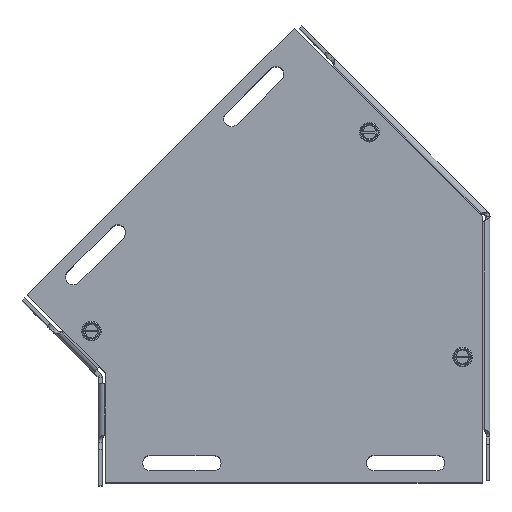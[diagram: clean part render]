
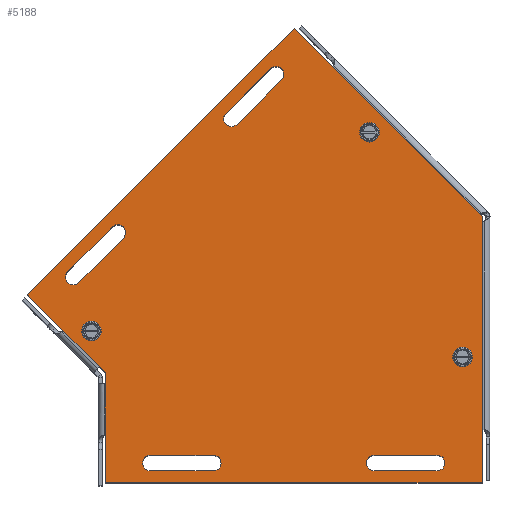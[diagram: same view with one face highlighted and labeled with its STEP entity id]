
A CAD part, top view. The second image highlights one B-rep face of the part: STEP entity #5188.
In plain terms, the highlighted planar face has unit normal (0, 0, 1).
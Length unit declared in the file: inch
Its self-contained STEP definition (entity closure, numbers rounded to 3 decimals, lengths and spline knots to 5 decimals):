
#176=FACE_BOUND('',#756,.T.);
#177=FACE_BOUND('',#757,.T.);
#178=FACE_BOUND('',#758,.T.);
#179=FACE_BOUND('',#759,.T.);
#180=FACE_BOUND('',#760,.T.);
#181=FACE_BOUND('',#761,.T.);
#182=FACE_BOUND('',#762,.T.);
#183=FACE_BOUND('',#763,.T.);
#277=PLANE('',#5519);
#756=EDGE_LOOP('',(#3539,#3540,#3541,#3542));
#757=EDGE_LOOP('',(#3543,#3544,#3545,#3546));
#758=EDGE_LOOP('',(#3547,#3548,#3549,#3550));
#759=EDGE_LOOP('',(#3551,#3552,#3553,#3554));
#760=EDGE_LOOP('',(#3555));
#761=EDGE_LOOP('',(#3556));
#762=EDGE_LOOP('',(#3557));
#763=EDGE_LOOP('',(#3558,#3559,#3560,#3561,#3562,#3563));
#1108=LINE('',#7431,#1578);
#1112=LINE('',#7442,#1582);
#1116=LINE('',#7455,#1586);
#1120=LINE('',#7466,#1590);
#1124=LINE('',#7479,#1594);
#1128=LINE('',#7490,#1598);
#1132=LINE('',#7503,#1602);
#1136=LINE('',#7514,#1606);
#1138=LINE('',#7534,#1608);
#1142=LINE('',#7542,#1612);
#1145=LINE('',#7548,#1615);
#1148=LINE('',#7554,#1618);
#1151=LINE('',#7560,#1621);
#1154=LINE('',#7565,#1624);
#1578=VECTOR('',#5975,1.);
#1582=VECTOR('',#5987,1.);
#1586=VECTOR('',#5999,1.);
#1590=VECTOR('',#6011,1.);
#1594=VECTOR('',#6023,1.);
#1598=VECTOR('',#6035,1.);
#1602=VECTOR('',#6047,1.);
#1606=VECTOR('',#6059,1.);
#1608=VECTOR('',#6081,1.75);
#1612=VECTOR('',#6087,1.75);
#1615=VECTOR('',#6092,6.);
#1618=VECTOR('',#6097,4.23528);
#1621=VECTOR('',#6102,4.23528);
#1624=VECTOR('',#6107,6.);
#2046=CIRCLE('',#5472,0.125);
#2048=CIRCLE('',#5476,0.125);
#2050=CIRCLE('',#5480,0.125);
#2052=CIRCLE('',#5484,0.125);
#2054=CIRCLE('',#5488,0.125);
#2056=CIRCLE('',#5492,0.125);
#2058=CIRCLE('',#5496,0.125);
#2060=CIRCLE('',#5500,0.125);
#2062=CIRCLE('',#5504,0.125);
#2064=CIRCLE('',#5507,0.125);
#2066=CIRCLE('',#5510,0.125);
#2236=VERTEX_POINT('',#7421);
#2237=VERTEX_POINT('',#7422);
#2240=VERTEX_POINT('',#7430);
#2242=VERTEX_POINT('',#7436);
#2244=VERTEX_POINT('',#7445);
#2245=VERTEX_POINT('',#7446);
#2248=VERTEX_POINT('',#7454);
#2250=VERTEX_POINT('',#7460);
#2252=VERTEX_POINT('',#7469);
#2253=VERTEX_POINT('',#7470);
#2256=VERTEX_POINT('',#7478);
#2258=VERTEX_POINT('',#7484);
#2260=VERTEX_POINT('',#7493);
#2261=VERTEX_POINT('',#7494);
#2264=VERTEX_POINT('',#7502);
#2266=VERTEX_POINT('',#7508);
#2268=VERTEX_POINT('',#7517);
#2270=VERTEX_POINT('',#7522);
#2272=VERTEX_POINT('',#7527);
#2274=VERTEX_POINT('',#7532);
#2275=VERTEX_POINT('',#7533);
#2278=VERTEX_POINT('',#7541);
#2280=VERTEX_POINT('',#7547);
#2282=VERTEX_POINT('',#7553);
#2284=VERTEX_POINT('',#7559);
#2704=EDGE_CURVE('',#2236,#2237,#2046,.T.);
#2708=EDGE_CURVE('',#2240,#2236,#1108,.T.);
#2711=EDGE_CURVE('',#2242,#2240,#2048,.T.);
#2714=EDGE_CURVE('',#2237,#2242,#1112,.T.);
#2716=EDGE_CURVE('',#2244,#2245,#2050,.T.);
#2720=EDGE_CURVE('',#2248,#2244,#1116,.T.);
#2723=EDGE_CURVE('',#2250,#2248,#2052,.T.);
#2726=EDGE_CURVE('',#2245,#2250,#1120,.T.);
#2728=EDGE_CURVE('',#2252,#2253,#2054,.T.);
#2732=EDGE_CURVE('',#2256,#2252,#1124,.T.);
#2735=EDGE_CURVE('',#2258,#2256,#2056,.T.);
#2738=EDGE_CURVE('',#2253,#2258,#1128,.T.);
#2740=EDGE_CURVE('',#2260,#2261,#2058,.T.);
#2744=EDGE_CURVE('',#2264,#2260,#1132,.T.);
#2747=EDGE_CURVE('',#2266,#2264,#2060,.T.);
#2750=EDGE_CURVE('',#2261,#2266,#1136,.T.);
#2752=EDGE_CURVE('',#2268,#2268,#2062,.T.);
#2754=EDGE_CURVE('',#2270,#2270,#2064,.T.);
#2756=EDGE_CURVE('',#2272,#2272,#2066,.T.);
#2758=EDGE_CURVE('',#2274,#2275,#1138,.T.);
#2762=EDGE_CURVE('',#2275,#2278,#1142,.T.);
#2765=EDGE_CURVE('',#2278,#2280,#1145,.T.);
#2768=EDGE_CURVE('',#2280,#2282,#1148,.T.);
#2771=EDGE_CURVE('',#2282,#2284,#1151,.T.);
#2774=EDGE_CURVE('',#2284,#2274,#1154,.T.);
#3539=ORIENTED_EDGE('',*,*,#2704,.T.);
#3540=ORIENTED_EDGE('',*,*,#2714,.T.);
#3541=ORIENTED_EDGE('',*,*,#2711,.T.);
#3542=ORIENTED_EDGE('',*,*,#2708,.T.);
#3543=ORIENTED_EDGE('',*,*,#2716,.T.);
#3544=ORIENTED_EDGE('',*,*,#2726,.T.);
#3545=ORIENTED_EDGE('',*,*,#2723,.T.);
#3546=ORIENTED_EDGE('',*,*,#2720,.T.);
#3547=ORIENTED_EDGE('',*,*,#2728,.T.);
#3548=ORIENTED_EDGE('',*,*,#2738,.T.);
#3549=ORIENTED_EDGE('',*,*,#2735,.T.);
#3550=ORIENTED_EDGE('',*,*,#2732,.T.);
#3551=ORIENTED_EDGE('',*,*,#2740,.T.);
#3552=ORIENTED_EDGE('',*,*,#2750,.T.);
#3553=ORIENTED_EDGE('',*,*,#2747,.T.);
#3554=ORIENTED_EDGE('',*,*,#2744,.T.);
#3555=ORIENTED_EDGE('',*,*,#2752,.T.);
#3556=ORIENTED_EDGE('',*,*,#2754,.T.);
#3557=ORIENTED_EDGE('',*,*,#2756,.T.);
#3558=ORIENTED_EDGE('',*,*,#2758,.F.);
#3559=ORIENTED_EDGE('',*,*,#2774,.F.);
#3560=ORIENTED_EDGE('',*,*,#2771,.F.);
#3561=ORIENTED_EDGE('',*,*,#2768,.F.);
#3562=ORIENTED_EDGE('',*,*,#2765,.F.);
#3563=ORIENTED_EDGE('',*,*,#2762,.F.);
#5188=ADVANCED_FACE('',(#176,#177,#178,#179,#180,#181,#182,#183),#277,.T.);
#5472=AXIS2_PLACEMENT_3D('',#7423,#5967,#5968);
#5476=AXIS2_PLACEMENT_3D('',#7437,#5980,#5981);
#5480=AXIS2_PLACEMENT_3D('',#7447,#5991,#5992);
#5484=AXIS2_PLACEMENT_3D('',#7461,#6004,#6005);
#5488=AXIS2_PLACEMENT_3D('',#7471,#6015,#6016);
#5492=AXIS2_PLACEMENT_3D('',#7485,#6028,#6029);
#5496=AXIS2_PLACEMENT_3D('',#7495,#6039,#6040);
#5500=AXIS2_PLACEMENT_3D('',#7509,#6052,#6053);
#5504=AXIS2_PLACEMENT_3D('',#7518,#6063,#6064);
#5507=AXIS2_PLACEMENT_3D('',#7523,#6069,#6070);
#5510=AXIS2_PLACEMENT_3D('',#7528,#6075,#6076);
#5519=AXIS2_PLACEMENT_3D('',#7568,#6111,#6112);
#5967=DIRECTION('center_axis',(0.,0.,-1.));
#5968=DIRECTION('ref_axis',(0.707,-0.707,0.));
#5975=DIRECTION('',(0.707,0.707,0.));
#5980=DIRECTION('center_axis',(0.,0.,-1.));
#5981=DIRECTION('ref_axis',(-0.707,0.707,0.));
#5987=DIRECTION('',(-0.707,-0.707,0.));
#5991=DIRECTION('center_axis',(0.,0.,-1.));
#5992=DIRECTION('ref_axis',(0.707,-0.707,0.));
#5999=DIRECTION('',(0.707,0.707,0.));
#6004=DIRECTION('center_axis',(0.,0.,-1.));
#6005=DIRECTION('ref_axis',(-0.707,0.707,0.));
#6011=DIRECTION('',(-0.707,-0.707,0.));
#6015=DIRECTION('center_axis',(0.,0.,-1.));
#6016=DIRECTION('ref_axis',(0.,-1.,0.));
#6023=DIRECTION('',(1.,0.,0.));
#6028=DIRECTION('center_axis',(0.,0.,-1.));
#6029=DIRECTION('ref_axis',(0.,1.,0.));
#6035=DIRECTION('',(-1.,0.,0.));
#6039=DIRECTION('center_axis',(0.,0.,-1.));
#6040=DIRECTION('ref_axis',(0.,-1.,0.));
#6047=DIRECTION('',(-1.,0.,0.));
#6052=DIRECTION('center_axis',(0.,0.,-1.));
#6053=DIRECTION('ref_axis',(0.,1.,0.));
#6059=DIRECTION('',(1.,0.,0.));
#6063=DIRECTION('center_axis',(0.,0.,-1.));
#6064=DIRECTION('ref_axis',(-1.,0.,0.));
#6069=DIRECTION('center_axis',(0.,0.,-1.));
#6070=DIRECTION('ref_axis',(-1.,0.,0.));
#6075=DIRECTION('center_axis',(0.,0.,-1.));
#6076=DIRECTION('ref_axis',(-1.,0.,0.));
#6081=DIRECTION('',(0.,1.,0.));
#6087=DIRECTION('',(-0.707,0.707,0.));
#6092=DIRECTION('',(0.707,0.707,0.));
#6097=DIRECTION('',(0.707,-0.707,0.));
#6102=DIRECTION('',(0.,-1.,0.));
#6107=DIRECTION('',(-1.,0.,0.));
#6111=DIRECTION('center_axis',(0.,0.,1.));
#6112=DIRECTION('ref_axis',(1.,0.,0.));
#7421=CARTESIAN_POINT('',(0.11049,4.07019,0.062));
#7422=CARTESIAN_POINT('',(0.28726,3.89342,0.062));
#7423=CARTESIAN_POINT('Origin',(0.19887,3.98181,0.062));
#7430=CARTESIAN_POINT('',(-0.59662,3.36309,0.062));
#7431=CARTESIAN_POINT('',(0.13308,4.09279,0.062));
#7436=CARTESIAN_POINT('',(-0.41984,3.18631,0.062));
#7437=CARTESIAN_POINT('Origin',(-0.50823,3.2747,0.062));
#7442=CARTESIAN_POINT('',(0.66341,4.26957,0.062));
#7445=CARTESIAN_POINT('',(2.62955,6.58926,0.062));
#7446=CARTESIAN_POINT('',(2.80633,6.41249,0.062));
#7447=CARTESIAN_POINT('Origin',(2.71794,6.50087,0.062));
#7454=CARTESIAN_POINT('',(1.92245,5.88216,0.062));
#7455=CARTESIAN_POINT('',(1.39262,5.35233,0.062));
#7460=CARTESIAN_POINT('',(2.09922,5.70538,0.062));
#7461=CARTESIAN_POINT('Origin',(2.01083,5.79377,0.062));
#7466=CARTESIAN_POINT('',(1.92295,5.5291,0.062));
#7469=CARTESIAN_POINT('',(5.28125,0.4375,0.062));
#7470=CARTESIAN_POINT('',(5.28125,0.1875,0.062));
#7471=CARTESIAN_POINT('Origin',(5.28125,0.3125,0.062));
#7478=CARTESIAN_POINT('',(4.28125,0.4375,0.062));
#7479=CARTESIAN_POINT('',(3.53196,0.4375,0.062));
#7484=CARTESIAN_POINT('',(4.28125,0.1875,0.062));
#7485=CARTESIAN_POINT('Origin',(4.28125,0.3125,0.062));
#7490=CARTESIAN_POINT('',(4.03196,0.1875,0.062));
#7493=CARTESIAN_POINT('',(0.71875,0.1875,0.062));
#7494=CARTESIAN_POINT('',(0.71875,0.4375,0.062));
#7495=CARTESIAN_POINT('Origin',(0.71875,0.3125,0.062));
#7502=CARTESIAN_POINT('',(1.71875,0.1875,0.062));
#7503=CARTESIAN_POINT('',(2.25071,0.1875,0.062));
#7508=CARTESIAN_POINT('',(1.71875,0.4375,0.062));
#7509=CARTESIAN_POINT('Origin',(1.71875,0.3125,0.062));
#7514=CARTESIAN_POINT('',(1.75071,0.4375,0.062));
#7517=CARTESIAN_POINT('',(5.8125,2.,0.062));
#7518=CARTESIAN_POINT('Origin',(5.6875,2.,0.062));
#7522=CARTESIAN_POINT('',(4.32345,5.59489,0.062));
#7523=CARTESIAN_POINT('Origin',(4.19845,5.59489,0.062));
#7527=CARTESIAN_POINT('',(-0.09597,2.41291,0.062));
#7528=CARTESIAN_POINT('Origin',(-0.22097,2.41291,0.062));
#7532=CARTESIAN_POINT('',(0.,0.,0.062));
#7533=CARTESIAN_POINT('',(0.,1.75,0.062));
#7534=CARTESIAN_POINT('',(0.,1.75,0.062));
#7541=CARTESIAN_POINT('',(-1.23744,2.98744,0.062));
#7542=CARTESIAN_POINT('',(-1.23744,2.98744,0.062));
#7547=CARTESIAN_POINT('',(3.0052,7.23008,0.062));
#7548=CARTESIAN_POINT('',(3.0052,7.23008,0.062));
#7553=CARTESIAN_POINT('',(6.,4.23528,0.062));
#7554=CARTESIAN_POINT('',(6.,4.23528,0.062));
#7559=CARTESIAN_POINT('',(6.,0.,0.062));
#7560=CARTESIAN_POINT('',(6.,0.,0.062));
#7565=CARTESIAN_POINT('',(0.,0.,0.062));
#7568=CARTESIAN_POINT('Origin',(2.78266,2.90262,0.062));
